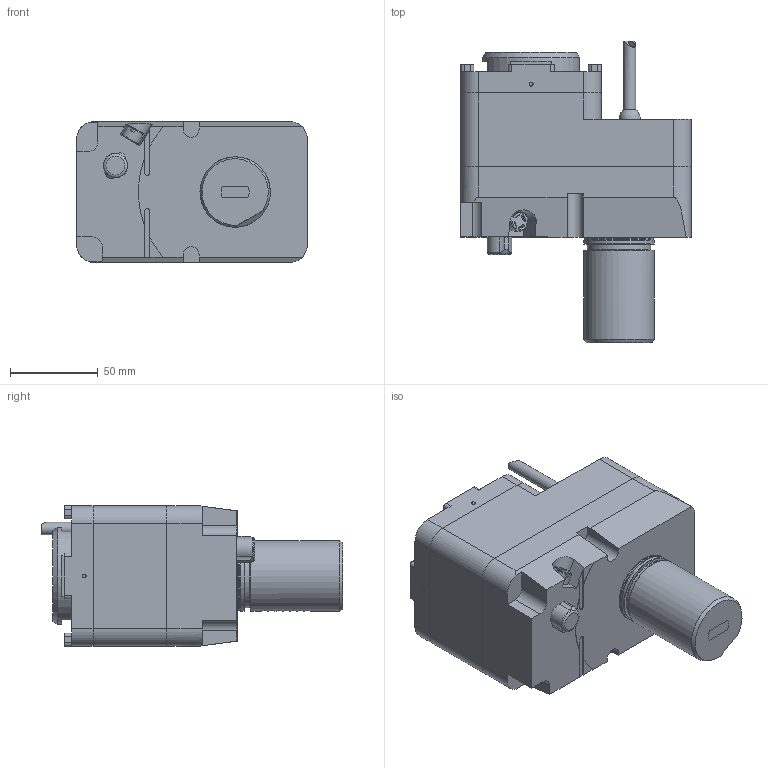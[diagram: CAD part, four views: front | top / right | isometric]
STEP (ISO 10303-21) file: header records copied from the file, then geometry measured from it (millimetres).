
FILE_DESCRIPTION (( 'STEP AP214' ), '1' );
FILE_NAME ('RAPPDH40I121RMZ15025.STEP', '2026-01-28T12:56:04', ( '' ), ( '' ), 'SwSTEP 2.0', 'SolidWorks 2023', '' );
FILE_SCHEMA (( 'AUTOMOTIVE_DESIGN' ));
Length unit declared in the file: millimetre
Products named in the file (1): RAPPDH40I121RMZ15025
Bounding box: 131 x 171.5 x 80 mm (x, y, z)
Volume: 950696.6 mm3; surface area: 69075.8 mm2
Topology: 1 solids, 1 shells, 558 faces, 1477 edges, 980 vertices
Faces by surface type: plane 371, cylinder 96, bspline 66, cone 18, torus 6, sphere 1
Full cylindrical faces by diameter (mm): 1.7 x1, 2.1 x1, 4 x1, 6.366 x1, 7 x1, 11 x1, 36 x1, 39.6 x1, 40 x3, 55 x1
Entity records: 24856 total; most frequent: CARTESIAN_POINT 7970, ORIENTED_EDGE 2880, DIRECTION 2413, EDGE_CURVE 1440, LINE 1023, VECTOR 1023, VERTEX_POINT 968, AXIS2_PLACEMENT_3D 695
